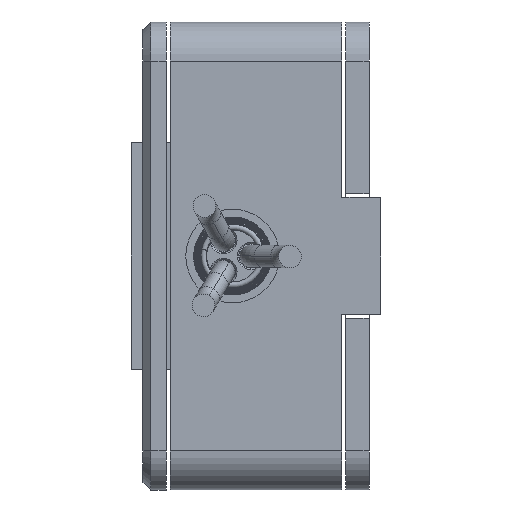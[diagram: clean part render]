
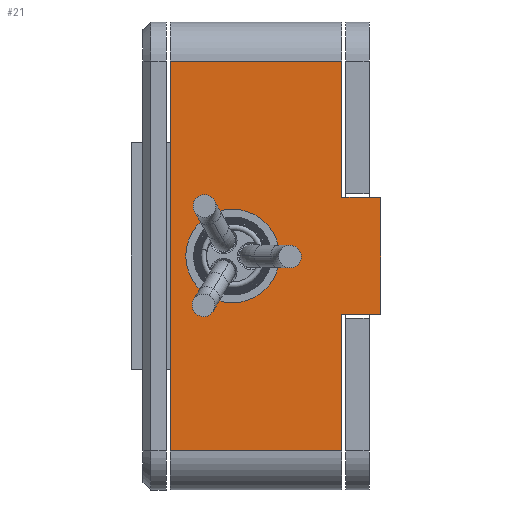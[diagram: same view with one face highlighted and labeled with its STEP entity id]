
A CAD part, left-side view. The second image highlights one B-rep face of the part: STEP entity #21.
In plain terms, the highlighted planar face has unit normal (-1, 0, 0).
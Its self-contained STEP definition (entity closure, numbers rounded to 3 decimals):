
#21 = ADVANCED_FACE ( 'NONE', ( #18956, #18958 ), #8985, .F. ) ;
#1162 = CARTESIAN_POINT ( 'NONE',  ( -30., 0., -25. ) ) ;
#1174 = CARTESIAN_POINT ( 'NONE',  ( -30., 14., -5.182 ) ) ;
#1195 = CARTESIAN_POINT ( 'NONE',  ( -30., -5., -7.5 ) ) ;
#1202 = CARTESIAN_POINT ( 'NONE',  ( -30., 22., 25. ) ) ;
#1208 = CARTESIAN_POINT ( 'NONE',  ( -30., 0., -7.5 ) ) ;
#1229 = CARTESIAN_POINT ( 'NONE',  ( -30., 0., 7.5 ) ) ;
#1284 = CARTESIAN_POINT ( 'NONE',  ( -30., 14., 5.182 ) ) ;
#1312 = CARTESIAN_POINT ( 'NONE',  ( -30., 0., 25. ) ) ;
#1644 = AXIS2_PLACEMENT_3D ( 'NONE', #8992, #8986, #8983 ) ;
#1696 = AXIS2_PLACEMENT_3D ( 'NONE', #11086, #11087, #11088 ) ;
#1697 = AXIS2_PLACEMENT_3D ( 'NONE', #11091, #11092, #11093 ) ;
#5459 = VECTOR ( 'NONE', #11125, 1000. ) ;
#5470 = LINE ( 'NONE', #11124, #5459 ) ;
#5585 = VECTOR ( 'NONE', #11218, 1000. ) ;
#5587 = LINE ( 'NONE', #11222, #5591 ) ;
#5591 = VECTOR ( 'NONE', #11227, 1000. ) ;
#5595 = LINE ( 'NONE', #11236, #5599 ) ;
#5599 = VECTOR ( 'NONE', #11237, 1000. ) ;
#5667 = LINE ( 'NONE', #11212, #5585 ) ;
#8983 = DIRECTION ( 'NONE',  ( 0., 0., -1. ) ) ;
#8985 = PLANE ( 'NONE',  #1644 ) ;
#8986 = DIRECTION ( 'NONE',  ( 1., 0., 0. ) ) ;
#8992 = CARTESIAN_POINT ( 'NONE',  ( -30., 27., 30. ) ) ;
#10923 = CARTESIAN_POINT ( 'NONE',  ( -30., 22., -25. ) ) ;
#10925 = CARTESIAN_POINT ( 'NONE',  ( -30., -5., 7.5 ) ) ;
#11074 = CARTESIAN_POINT ( 'NONE',  ( -30., 0., 30. ) ) ;
#11075 = DIRECTION ( 'NONE',  ( 0., 0., 1. ) ) ;
#11079 = CARTESIAN_POINT ( 'NONE',  ( -30., 22., -30. ) ) ;
#11083 = DIRECTION ( 'NONE',  ( 0., 0., 1. ) ) ;
#11084 = DIRECTION ( 'NONE',  ( 0., -1., 0. ) ) ;
#11085 = CARTESIAN_POINT ( 'NONE',  ( -30., 27., -25. ) ) ;
#11086 = CARTESIAN_POINT ( 'NONE',  ( -30., 14., 0. ) ) ;
#11087 = DIRECTION ( 'NONE',  ( 1., 0., 0. ) ) ;
#11088 = DIRECTION ( 'NONE',  ( 0., 0., -1. ) ) ;
#11091 = CARTESIAN_POINT ( 'NONE',  ( -30., 14., 0. ) ) ;
#11092 = DIRECTION ( 'NONE',  ( 1., 0., 0. ) ) ;
#11093 = DIRECTION ( 'NONE',  ( 0., 0., -1. ) ) ;
#11094 = CARTESIAN_POINT ( 'NONE',  ( -30., -5., -7.5 ) ) ;
#11095 = DIRECTION ( 'NONE',  ( 0., 1., 0. ) ) ;
#11124 = CARTESIAN_POINT ( 'NONE',  ( -30., 0., 30. ) ) ;
#11125 = DIRECTION ( 'NONE',  ( 0., 0., 1. ) ) ;
#11212 = CARTESIAN_POINT ( 'NONE',  ( -30., 27., 25. ) ) ;
#11218 = DIRECTION ( 'NONE',  ( 0., 1., 0. ) ) ;
#11222 = CARTESIAN_POINT ( 'NONE',  ( -30., -5., 7.5 ) ) ;
#11227 = DIRECTION ( 'NONE',  ( 0., 1., 0. ) ) ;
#11236 = CARTESIAN_POINT ( 'NONE',  ( -30., -5., 7.5 ) ) ;
#11237 = DIRECTION ( 'NONE',  ( 0., 0., -1. ) ) ;
#15487 = VERTEX_POINT ( 'NONE', #1162 ) ;
#15538 = VERTEX_POINT ( 'NONE', #1174 ) ;
#15558 = VERTEX_POINT ( 'NONE', #1195 ) ;
#15565 = VERTEX_POINT ( 'NONE', #1202 ) ;
#15581 = VERTEX_POINT ( 'NONE', #1208 ) ;
#15660 = VERTEX_POINT ( 'NONE', #1229 ) ;
#15843 = ORIENTED_EDGE ( 'NONE', *, *, #22842, .T. ) ;
#15846 = ORIENTED_EDGE ( 'NONE', *, *, #22881, .T. ) ;
#15847 = ORIENTED_EDGE ( 'NONE', *, *, #22823, .T. ) ;
#15849 = ORIENTED_EDGE ( 'NONE', *, *, #22824, .F. ) ;
#15853 = ORIENTED_EDGE ( 'NONE', *, *, #22827, .T. ) ;
#15855 = ORIENTED_EDGE ( 'NONE', *, *, #22885, .T. ) ;
#15857 = ORIENTED_EDGE ( 'NONE', *, *, #22831, .F. ) ;
#15859 = ORIENTED_EDGE ( 'NONE', *, *, #22890, .F. ) ;
#15873 = ORIENTED_EDGE ( 'NONE', *, *, #22825, .T. ) ;
#15889 = ORIENTED_EDGE ( 'NONE', *, *, #22826, .T. ) ;
#16246 = EDGE_LOOP ( 'NONE', ( #15889, #15873 ) ) ;
#16247 = EDGE_LOOP ( 'NONE', ( #15849, #15853, #15847, #15857, #15859, #15855, #15843, #15846 ) ) ;
#16297 = VERTEX_POINT ( 'NONE', #1284 ) ;
#16363 = VERTEX_POINT ( 'NONE', #1312 ) ;
#16389 = VERTEX_POINT ( 'NONE', #10923 ) ;
#16406 = VERTEX_POINT ( 'NONE', #10925 ) ;
#18956 = FACE_BOUND ( 'NONE', #16246, .T. ) ;
#18958 = FACE_OUTER_BOUND ( 'NONE', #16247, .T. ) ;
#19424 = VECTOR ( 'NONE', #11095, 1000. ) ;
#19447 = VECTOR ( 'NONE', #11084, 1000. ) ;
#19489 = LINE ( 'NONE', #11094, #19424 ) ;
#19493 = LINE ( 'NONE', #11074, #19563 ) ;
#19498 = LINE ( 'NONE', #11085, #19447 ) ;
#19563 = VECTOR ( 'NONE', #11075, 1000. ) ;
#19564 = CIRCLE ( 'NONE', #1696, 5.182 ) ;
#19569 = VECTOR ( 'NONE', #11083, 1000. ) ;
#19574 = CIRCLE ( 'NONE', #1697, 5.182 ) ;
#19589 = LINE ( 'NONE', #11079, #19569 ) ;
#22823 = EDGE_CURVE ( 'NONE', #15487, #15581, #19493, .T. ) ;
#22824 = EDGE_CURVE ( 'NONE', #16389, #15565, #19589, .T. ) ;
#22825 = EDGE_CURVE ( 'NONE', #16297, #15538, #19564, .T. ) ;
#22826 = EDGE_CURVE ( 'NONE', #15538, #16297, #19574, .T. ) ;
#22827 = EDGE_CURVE ( 'NONE', #16389, #15487, #19498, .T. ) ;
#22831 = EDGE_CURVE ( 'NONE', #15558, #15581, #19489, .T. ) ;
#22842 = EDGE_CURVE ( 'NONE', #15660, #16363, #5470, .T. ) ;
#22881 = EDGE_CURVE ( 'NONE', #16363, #15565, #5667, .T. ) ;
#22885 = EDGE_CURVE ( 'NONE', #16406, #15660, #5587, .T. ) ;
#22890 = EDGE_CURVE ( 'NONE', #16406, #15558, #5595, .T. ) ;
